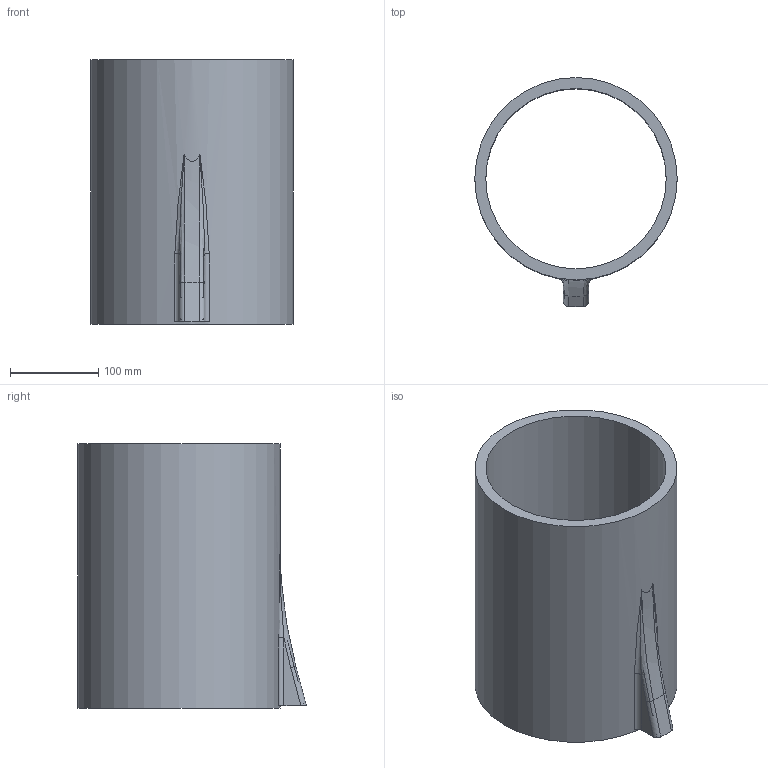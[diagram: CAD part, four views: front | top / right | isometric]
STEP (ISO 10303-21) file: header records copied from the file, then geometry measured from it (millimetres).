
FILE_DESCRIPTION(/* description */ (''),/* implementation_level */ '2;1');
FILE_NAME(/* name */ 'Camera bubble shroud v13.step',/* time_stamp */ '2025-11-05T12:27:20-08:00',/* author */ (''),/* organization */ (''),/* preprocessor_version */ 'ST-DEVELOPER v20.1',/* originating_system */ 'Autodesk Translation Framework v14.17.0.0',/* authorisation */ '');
FILE_SCHEMA (('AUTOMOTIVE_DESIGN { 1 0 10303 214 3 1 1 }'));
Length unit declared in the file: millimetre
Products named in the file (1): Camera bubble shroud
Bounding box: 230 x 259.75 x 300 mm (x, y, z)
Volume: 2581680.4 mm3; surface area: 440886 mm2
Topology: 2 solids, 2 shells, 31 faces, 77 edges, 48 vertices
Faces by surface type: plane 18, cylinder 8, bspline 5
Full cylindrical faces by diameter (mm): 25 x1, 205 x1, 230 x1
Entity records: 1200 total; most frequent: CARTESIAN_POINT 460, ORIENTED_EDGE 150, DIRECTION 132, EDGE_CURVE 75, VERTEX_POINT 48, LINE 44, VECTOR 44, AXIS2_PLACEMENT_3D 44
